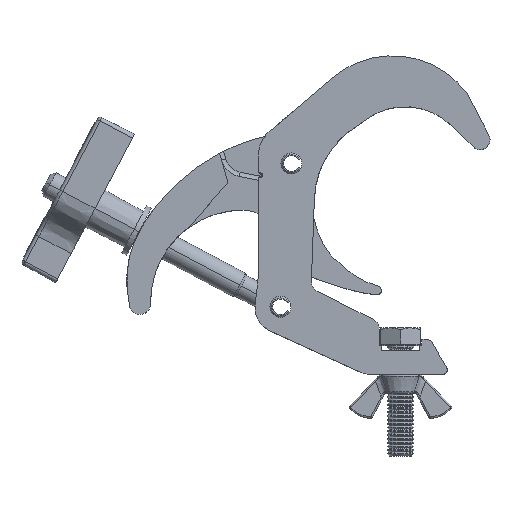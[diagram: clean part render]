
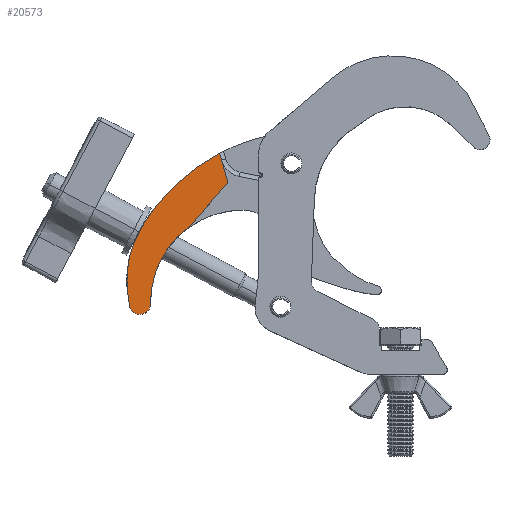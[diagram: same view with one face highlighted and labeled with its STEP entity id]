
A CAD part, top view. The second image highlights one B-rep face of the part: STEP entity #20573.
In plain terms, the highlighted face is planar.
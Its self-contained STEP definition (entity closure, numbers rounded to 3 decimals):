
#508 = DIRECTION ( 'NONE',  ( 1., 0., 0. ) ) ;
#669 = DIRECTION ( 'NONE',  ( -1., 0., 0. ) ) ;
#743 = PLANE ( 'NONE',  #19576 ) ;
#955 = CIRCLE ( 'NONE', #13823, 41.808 ) ;
#1347 = LINE ( 'NONE', #25226, #8739 ) ;
#1885 = ORIENTED_EDGE ( 'NONE', *, *, #23918, .F. ) ;
#3262 = CARTESIAN_POINT ( 'NONE',  ( 58.444, 36.313, -12.45 ) ) ;
#3458 = VERTEX_POINT ( 'NONE', #7301 ) ;
#3533 = CARTESIAN_POINT ( 'NONE',  ( 41.137, -15.389, -12.45 ) ) ;
#4855 = CIRCLE ( 'NONE', #20335, 4.735 ) ;
#5397 = CARTESIAN_POINT ( 'NONE',  ( 81.89, -25.243, -12.45 ) ) ;
#5486 = ORIENTED_EDGE ( 'NONE', *, *, #17020, .F. ) ;
#5706 = CARTESIAN_POINT ( 'NONE',  ( 64.768, 48.736, -12.45 ) ) ;
#6292 = VERTEX_POINT ( 'NONE', #8841 ) ;
#7239 = ORIENTED_EDGE ( 'NONE', *, *, #19385, .F. ) ;
#7301 = CARTESIAN_POINT ( 'NONE',  ( 81.997, -24.241, -12.45 ) ) ;
#7621 = VERTEX_POINT ( 'NONE', #21907 ) ;
#8489 = AXIS2_PLACEMENT_3D ( 'NONE', #24170, #12410, #508 ) ;
#8739 = VECTOR ( 'NONE', #15555, 1000. ) ;
#8841 = CARTESIAN_POINT ( 'NONE',  ( 72.133, 12.667, -12.45 ) ) ;
#8919 = VERTEX_POINT ( 'NONE', #10148 ) ;
#9716 = EDGE_CURVE ( 'NONE', #6292, #3458, #955, .T. ) ;
#9962 = EDGE_CURVE ( 'NONE', #8919, #24906, #10827, .T. ) ;
#10148 = CARTESIAN_POINT ( 'NONE',  ( 92.94, 8.484, -12.45 ) ) ;
#10168 = VERTEX_POINT ( 'NONE', #3262 ) ;
#10224 = DIRECTION ( 'NONE',  ( -1., 0., 0. ) ) ;
#10827 = CIRCLE ( 'NONE', #18609, 88.318 ) ;
#11348 = ORIENTED_EDGE ( 'NONE', *, *, #9716, .F. ) ;
#12136 = DIRECTION ( 'NONE',  ( 0., 0., 1. ) ) ;
#12361 = DIRECTION ( 'NONE',  ( -0.454, -0.891, 0. ) ) ;
#12410 = DIRECTION ( 'NONE',  ( 0., 0., 1. ) ) ;
#12837 = VERTEX_POINT ( 'NONE', #5397 ) ;
#13823 = AXIS2_PLACEMENT_3D ( 'NONE', #3533, #17285, #17022 ) ;
#13887 = DIRECTION ( 'NONE',  ( 0., 0., 1. ) ) ;
#13916 = LINE ( 'NONE', #22144, #20107 ) ;
#14516 = DIRECTION ( 'NONE',  ( 0., 0., 1. ) ) ;
#14569 = EDGE_LOOP ( 'NONE', ( #20258, #21523, #21196, #7239, #1885, #5486, #11348 ) ) ;
#15555 = DIRECTION ( 'NONE',  ( 0.501, -0.865, 0. ) ) ;
#16135 = DIRECTION ( 'NONE',  ( 0., 0., -1. ) ) ;
#16935 = CIRCLE ( 'NONE', #23828, 4.735 ) ;
#17020 = EDGE_CURVE ( 'NONE', #3458, #12837, #4855, .T. ) ;
#17022 = DIRECTION ( 'NONE',  ( 1., 0., 0. ) ) ;
#17285 = DIRECTION ( 'NONE',  ( 0., 0., -1. ) ) ;
#18045 = CARTESIAN_POINT ( 'NONE',  ( 9.353, -20.033, -12.45 ) ) ;
#18110 = DIRECTION ( 'NONE',  ( 1., 0., 0. ) ) ;
#18609 = AXIS2_PLACEMENT_3D ( 'NONE', #18045, #12136, #10224 ) ;
#19385 = EDGE_CURVE ( 'NONE', #7621, #8919, #21703, .T. ) ;
#19576 = AXIS2_PLACEMENT_3D ( 'NONE', #24083, #16135, #669 ) ;
#20107 = VECTOR ( 'NONE', #12361, 1000. ) ;
#20247 = EDGE_CURVE ( 'NONE', #10168, #6292, #1347, .T. ) ;
#20258 = ORIENTED_EDGE ( 'NONE', *, *, #20247, .F. ) ;
#20335 = AXIS2_PLACEMENT_3D ( 'NONE', #23798, #13887, #18110 ) ;
#20573 = ADVANCED_FACE ( 'NONE', ( #22597 ), #743, .T. ) ;
#21142 = EDGE_CURVE ( 'NONE', #24906, #10168, #13916, .T. ) ;
#21196 = ORIENTED_EDGE ( 'NONE', *, *, #9962, .F. ) ;
#21523 = ORIENTED_EDGE ( 'NONE', *, *, #21142, .F. ) ;
#21703 = CIRCLE ( 'NONE', #8489, 47.5 ) ;
#21907 = CARTESIAN_POINT ( 'NONE',  ( 91.111, -26.761, -12.45 ) ) ;
#22144 = CARTESIAN_POINT ( 'NONE',  ( 64.768, 48.736, -12.45 ) ) ;
#22355 = CARTESIAN_POINT ( 'NONE',  ( 86.626, -25.243, -12.45 ) ) ;
#22597 = FACE_OUTER_BOUND ( 'NONE', #14569, .T. ) ;
#22692 = DIRECTION ( 'NONE',  ( 1., 0., 0. ) ) ;
#23798 = CARTESIAN_POINT ( 'NONE',  ( 86.626, -25.243, -12.45 ) ) ;
#23828 = AXIS2_PLACEMENT_3D ( 'NONE', #22355, #14516, #22692 ) ;
#23918 = EDGE_CURVE ( 'NONE', #12837, #7621, #16935, .T. ) ;
#24083 = CARTESIAN_POINT ( 'NONE',  ( 11.539, 18.928, -12.45 ) ) ;
#24170 = CARTESIAN_POINT ( 'NONE',  ( 47.984, -6.853, -12.45 ) ) ;
#24906 = VERTEX_POINT ( 'NONE', #5706 ) ;
#25226 = CARTESIAN_POINT ( 'NONE',  ( 58.444, 36.313, -12.45 ) ) ;
